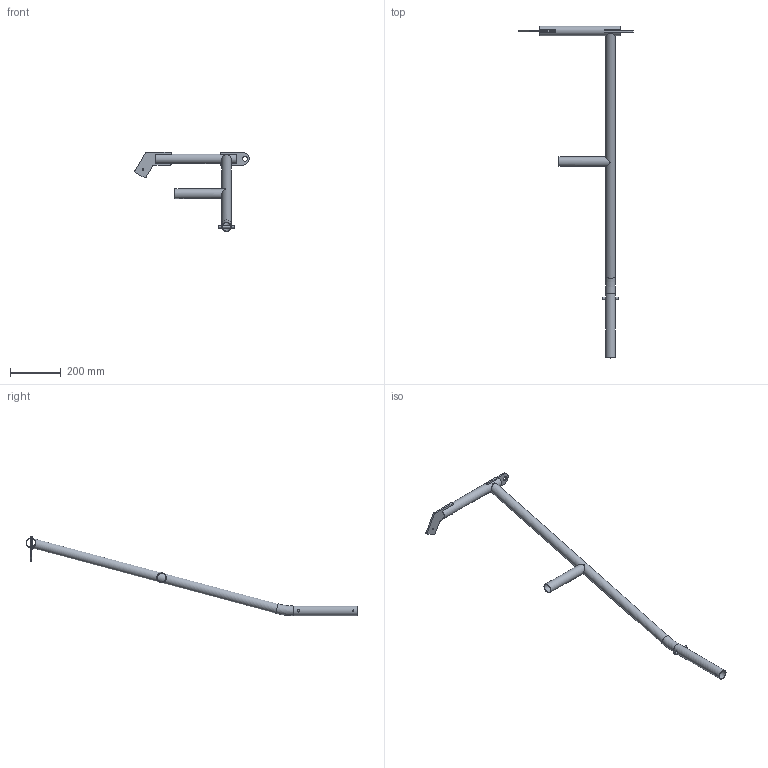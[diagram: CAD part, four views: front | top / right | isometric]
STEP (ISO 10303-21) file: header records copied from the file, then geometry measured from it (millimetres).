
FILE_DESCRIPTION(/* description */ (''),/* implementation_level */ '2;1');
FILE_NAME(/* name */ 'GE-17069_ASM_14_ASM.stp',/* time_stamp */ '2017-01-08T13:24:11-05:00',/* author */ ('jeff1'),/* organization */ (''),/* preprocessor_version */ 'ST-DEVELOPER v16.5',/* originating_system */ 'Autodesk Inventor 2017',/* authorisation */ '');
FILE_SCHEMA (('AUTOMOTIVE_DESIGN { 1 0 10303 214 3 1 1 }'));
Length unit declared in the file: inch
Products named in the file (7): GE-17069_ASM_14_ASM; GE-17069-01_2; GE-17069-02_2; GE-17069-03_7; GE-17069-05_2; GE-17069-06_3; GE-17069-07_4
Assembly tree (6 placements, depth 2):
  GE-17069_ASM_14_ASM
    GE-17069-01_2
    GE-17069-02_2
    GE-17069-03_7
    GE-17069-05_2
    GE-17069-06_3
    GE-17069-07_4
Bounding box: 450.11 x 1308.1 x 312.83 mm (x, y, z)
Volume: 517503.9 mm3; surface area: 442859.1 mm2
Topology: 6 solids, 6 shells, 61 faces, 154 edges, 103 vertices
Faces by surface type: plane 35, cylinder 24, torus 2
Full cylindrical faces by diameter (mm): 6.731 x3, 9.525 x3, 19.05 x1, 33.884 x4, 38.1 x4
Entity records: 2336 total; most frequent: CARTESIAN_POINT 690, DIRECTION 316, ORIENTED_EDGE 256, EDGE_CURVE 128, AXIS2_PLACEMENT_3D 124, EDGE_LOOP 94, VERTEX_POINT 94, LINE 68
